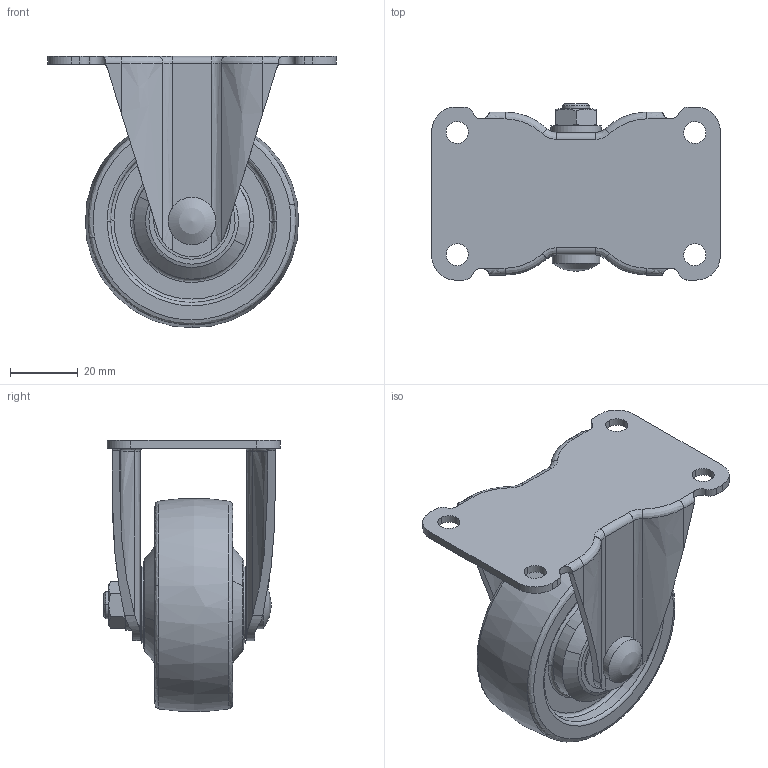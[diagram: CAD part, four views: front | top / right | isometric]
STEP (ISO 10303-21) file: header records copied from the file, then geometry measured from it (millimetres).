
FILE_DESCRIPTION((''),'2;1');
FILE_NAME('','2009-03-19T14:59:13',(''),(''),'','CADfix','');
FILE_SCHEMA(('AUTOMOTIVE_DESIGN { 1 0 10303 214 1 1 1 1 }'));
Length unit declared in the file: millimetre
Bounding box: 85 x 52 x 79.9 mm (x, y, z)
Volume: 85370.1 mm3; surface area: 31563.8 mm2
Topology: 3 solids, 3 shells, 190 faces, 580 edges, 408 vertices
Faces by surface type: bspline 190
Entity records: 8202 total; most frequent: CARTESIAN_POINT 4683, ORIENTED_EDGE 1160, EDGE_CURVE 580, STYLED_ITEM 418, VERTEX_POINT 408, EDGE_LOOP 216, FACE_OUTER_BOUND 190, ADVANCED_FACE 190
